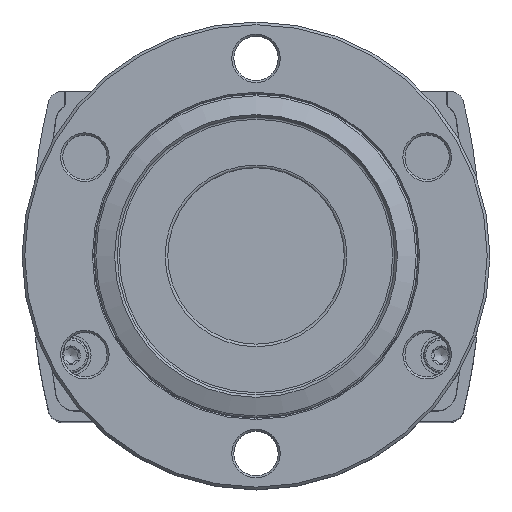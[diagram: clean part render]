
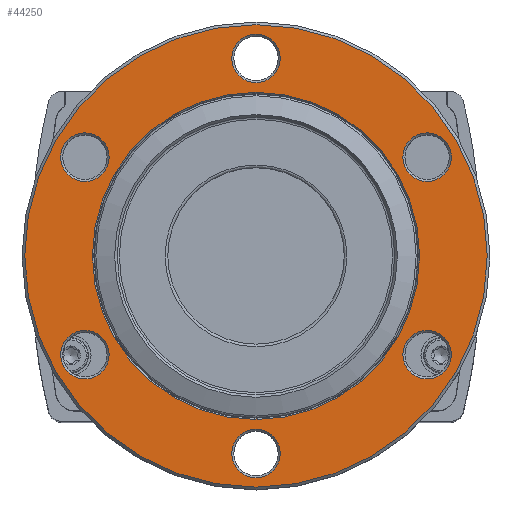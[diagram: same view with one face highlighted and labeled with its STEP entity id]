
A CAD part, top view. The second image highlights one B-rep face of the part: STEP entity #44250.
In plain terms, the highlighted planar face has unit normal (0, 0, 1).
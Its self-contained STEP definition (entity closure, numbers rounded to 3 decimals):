
#1845=FACE_BOUND('',#8031,.T.);
#1846=FACE_BOUND('',#8032,.T.);
#1847=FACE_BOUND('',#8033,.T.);
#1848=FACE_BOUND('',#8034,.T.);
#1849=FACE_BOUND('',#8035,.T.);
#1850=FACE_BOUND('',#8036,.T.);
#1851=FACE_BOUND('',#8037,.T.);
#3227=PLANE('',#46853);
#5554=FACE_OUTER_BOUND('',#8030,.T.);
#8030=EDGE_LOOP('',(#38887));
#8031=EDGE_LOOP('',(#38888));
#8032=EDGE_LOOP('',(#38889));
#8033=EDGE_LOOP('',(#38890));
#8034=EDGE_LOOP('',(#38891));
#8035=EDGE_LOOP('',(#38892));
#8036=EDGE_LOOP('',(#38893));
#8037=EDGE_LOOP('',(#38894));
#17129=CIRCLE('',#46852,24.3);
#17130=CIRCLE('',#46854,34.35);
#17131=CIRCLE('',#46855,3.6);
#17132=CIRCLE('',#46856,3.6);
#17133=CIRCLE('',#46857,3.6);
#17134=CIRCLE('',#46858,3.6);
#17135=CIRCLE('',#46859,3.6);
#17136=CIRCLE('',#46860,3.6);
#21035=VERTEX_POINT('',#78024);
#21036=VERTEX_POINT('',#78028);
#21037=VERTEX_POINT('',#78030);
#21038=VERTEX_POINT('',#78032);
#21039=VERTEX_POINT('',#78034);
#21040=VERTEX_POINT('',#78036);
#21041=VERTEX_POINT('',#78038);
#21042=VERTEX_POINT('',#78040);
#27044=EDGE_CURVE('',#21035,#21035,#17129,.T.);
#27045=EDGE_CURVE('',#21036,#21036,#17130,.T.);
#27046=EDGE_CURVE('',#21037,#21037,#17131,.T.);
#27047=EDGE_CURVE('',#21038,#21038,#17132,.T.);
#27048=EDGE_CURVE('',#21039,#21039,#17133,.T.);
#27049=EDGE_CURVE('',#21040,#21040,#17134,.T.);
#27050=EDGE_CURVE('',#21041,#21041,#17135,.T.);
#27051=EDGE_CURVE('',#21042,#21042,#17136,.T.);
#38887=ORIENTED_EDGE('',*,*,#27045,.F.);
#38888=ORIENTED_EDGE('',*,*,#27046,.F.);
#38889=ORIENTED_EDGE('',*,*,#27047,.F.);
#38890=ORIENTED_EDGE('',*,*,#27048,.F.);
#38891=ORIENTED_EDGE('',*,*,#27049,.F.);
#38892=ORIENTED_EDGE('',*,*,#27050,.F.);
#38893=ORIENTED_EDGE('',*,*,#27051,.F.);
#38894=ORIENTED_EDGE('',*,*,#27044,.F.);
#44250=ADVANCED_FACE('',(#5554,#1845,#1846,#1847,#1848,#1849,#1850,#1851),
#3227,.T.);
#46852=AXIS2_PLACEMENT_3D('',#78026,#56014,#56015);
#46853=AXIS2_PLACEMENT_3D('',#78027,#56016,#56017);
#46854=AXIS2_PLACEMENT_3D('',#78029,#56018,#56019);
#46855=AXIS2_PLACEMENT_3D('',#78031,#56020,#56021);
#46856=AXIS2_PLACEMENT_3D('',#78033,#56022,#56023);
#46857=AXIS2_PLACEMENT_3D('',#78035,#56024,#56025);
#46858=AXIS2_PLACEMENT_3D('',#78037,#56026,#56027);
#46859=AXIS2_PLACEMENT_3D('',#78039,#56028,#56029);
#46860=AXIS2_PLACEMENT_3D('',#78041,#56030,#56031);
#56014=DIRECTION('center_axis',(0.,0.,
1.));
#56015=DIRECTION('ref_axis',(1.,0.,0.));
#56016=DIRECTION('center_axis',(0.,0.,
1.));
#56017=DIRECTION('ref_axis',(0.,1.,0.));
#56018=DIRECTION('center_axis',(0.,0.,
-1.));
#56019=DIRECTION('ref_axis',(1.,0.,0.));
#56020=DIRECTION('center_axis',(0.,0.,
1.));
#56021=DIRECTION('ref_axis',(-0.866,-0.5,0.));
#56022=DIRECTION('center_axis',(0.,0.,
1.));
#56023=DIRECTION('ref_axis',(0.,1.,0.));
#56024=DIRECTION('center_axis',(0.,0.,
1.));
#56025=DIRECTION('ref_axis',(0.866,-0.5,0.));
#56026=DIRECTION('center_axis',(0.,0.,
1.));
#56027=DIRECTION('ref_axis',(0.,-1.,0.));
#56028=DIRECTION('center_axis',(0.,0.,
1.));
#56029=DIRECTION('ref_axis',(0.866,0.5,0.));
#56030=DIRECTION('center_axis',(0.,0.,
1.));
#56031=DIRECTION('ref_axis',(-0.866,0.5,0.));
#78024=CARTESIAN_POINT('',(-24.3,0.,92.4));
#78026=CARTESIAN_POINT('Origin',(0.,0.,
92.4));
#78027=CARTESIAN_POINT('Origin',(-29.425,0.,92.4));
#78028=CARTESIAN_POINT('',(-34.35,0.,92.4));
#78029=CARTESIAN_POINT('Origin',(0.,0.,
92.4));
#78030=CARTESIAN_POINT('',(3.118,31.15,92.4));
#78031=CARTESIAN_POINT('Origin',(0.,29.35,92.4));
#78032=CARTESIAN_POINT('',(25.418,-18.275,92.4));
#78033=CARTESIAN_POINT('Origin',(25.418,-14.675,92.4));
#78034=CARTESIAN_POINT('',(-28.536,-12.875,92.4));
#78035=CARTESIAN_POINT('Origin',(-25.418,-14.675,92.4));
#78036=CARTESIAN_POINT('',(-25.418,18.275,92.4));
#78037=CARTESIAN_POINT('Origin',(-25.418,14.675,92.4));
#78038=CARTESIAN_POINT('',(-3.118,-31.15,92.4));
#78039=CARTESIAN_POINT('Origin',(0.,-29.35,92.4));
#78040=CARTESIAN_POINT('',(28.536,12.875,92.4));
#78041=CARTESIAN_POINT('Origin',(25.418,14.675,92.4));
